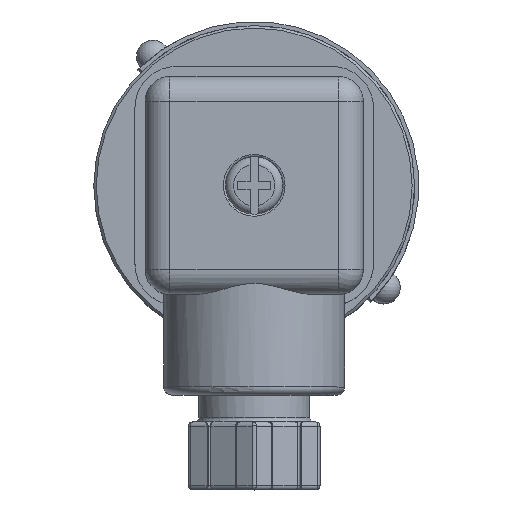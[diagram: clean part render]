
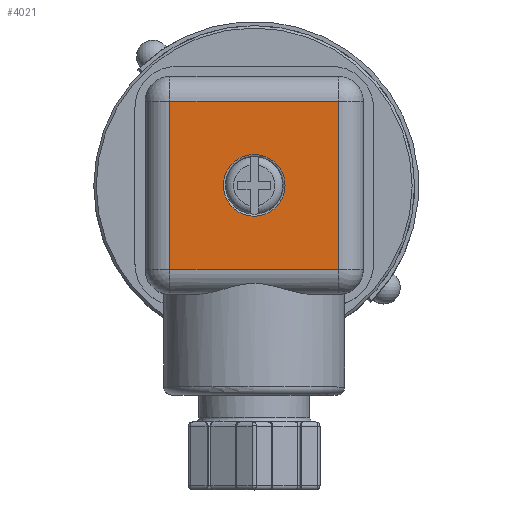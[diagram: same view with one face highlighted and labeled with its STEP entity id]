
A CAD part, top view. The second image highlights one B-rep face of the part: STEP entity #4021.
In plain terms, the highlighted planar face has unit normal (0, 0, 1).
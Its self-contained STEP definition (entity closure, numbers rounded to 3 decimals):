
#435=FACE_BOUND('',#1016,.T.);
#518=PLANE('',#4482);
#743=FACE_OUTER_BOUND('',#1015,.T.);
#1015=EDGE_LOOP('',(#3515,#3516,#3517,#3518));
#1016=EDGE_LOOP('',(#3519));
#1283=LINE('',#7570,#1498);
#1284=LINE('',#7572,#1499);
#1285=LINE('',#7574,#1500);
#1286=LINE('',#7575,#1501);
#1498=VECTOR('',#5549,10.);
#1499=VECTOR('',#5550,10.);
#1500=VECTOR('',#5551,10.);
#1501=VECTOR('',#5552,10.);
#1714=CIRCLE('',#4480,3.75);
#2017=VERTEX_POINT('',#7564);
#2018=VERTEX_POINT('',#7568);
#2019=VERTEX_POINT('',#7569);
#2020=VERTEX_POINT('',#7571);
#2021=VERTEX_POINT('',#7573);
#2532=EDGE_CURVE('',#2017,#2017,#1714,.T.);
#2533=EDGE_CURVE('',#2018,#2019,#1283,.T.);
#2534=EDGE_CURVE('',#2020,#2018,#1284,.T.);
#2535=EDGE_CURVE('',#2021,#2020,#1285,.T.);
#2536=EDGE_CURVE('',#2019,#2021,#1286,.T.);
#3515=ORIENTED_EDGE('',*,*,#2533,.F.);
#3516=ORIENTED_EDGE('',*,*,#2534,.F.);
#3517=ORIENTED_EDGE('',*,*,#2535,.F.);
#3518=ORIENTED_EDGE('',*,*,#2536,.F.);
#3519=ORIENTED_EDGE('',*,*,#2532,.F.);
#4021=ADVANCED_FACE('',(#743,#435),#518,.T.);
#4480=AXIS2_PLACEMENT_3D('',#7565,#5543,#5544);
#4482=AXIS2_PLACEMENT_3D('',#7567,#5547,#5548);
#5543=DIRECTION('center_axis',(0.,0.,1.));
#5544=DIRECTION('ref_axis',(-1.,0.,0.));
#5547=DIRECTION('center_axis',(0.,0.,1.));
#5548=DIRECTION('ref_axis',(1.,0.,0.));
#5549=DIRECTION('',(0.,-1.,0.));
#5550=DIRECTION('',(1.,0.,0.));
#5551=DIRECTION('',(0.,1.,0.));
#5552=DIRECTION('',(-1.,0.,0.));
#7564=CARTESIAN_POINT('',(3.75,0.,95.));
#7565=CARTESIAN_POINT('Origin',(0.,0.,
95.));
#7567=CARTESIAN_POINT('Origin',(0.,0.,
95.));
#7568=CARTESIAN_POINT('',(10.25,10.25,95.));
#7569=CARTESIAN_POINT('',(10.25,-10.25,95.));
#7570=CARTESIAN_POINT('',(10.25,-6.625,95.));
#7571=CARTESIAN_POINT('',(-10.25,10.25,95.));
#7572=CARTESIAN_POINT('',(6.625,10.25,95.));
#7573=CARTESIAN_POINT('',(-10.25,-10.25,95.));
#7574=CARTESIAN_POINT('',(-10.25,6.625,95.));
#7575=CARTESIAN_POINT('',(-6.625,-10.25,95.));
